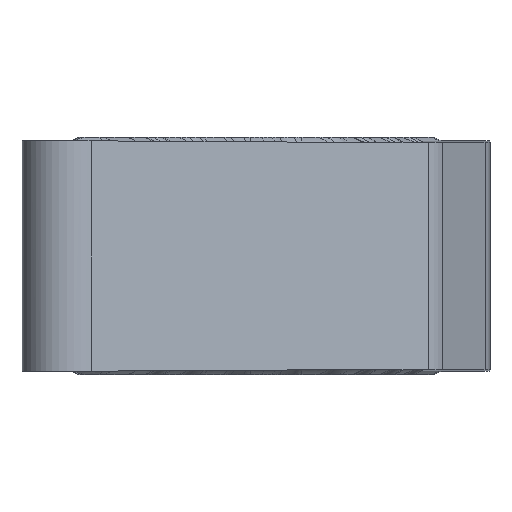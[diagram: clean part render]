
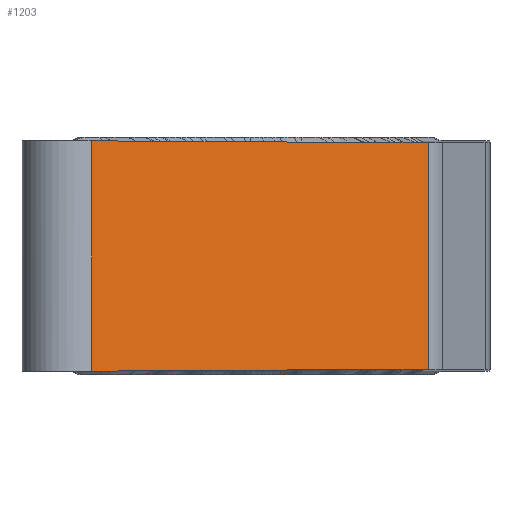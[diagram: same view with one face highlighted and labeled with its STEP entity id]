
A CAD part, left-side view. The second image highlights one B-rep face of the part: STEP entity #1203.
In plain terms, the highlighted planar face has unit normal (-0.819, -0.574, 0).
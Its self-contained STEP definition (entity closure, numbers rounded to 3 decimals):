
#666=PLANE('',#6698);
#680=FACE_OUTER_BOUND('',#1599,.T.);
#1042=LINE('',#10647,#1094);
#1052=LINE('',#10757,#1104);
#1094=VECTOR('',#7099,1.);
#1104=VECTOR('',#7127,1.);
#1203=ADVANCED_FACE('',(#680),#666,.F.);
#1599=EDGE_LOOP('',(#2226,#2227,#2228,#2229,#2230,#2231));
#2226=ORIENTED_EDGE('',*,*,#4865,.T.);
#2227=ORIENTED_EDGE('',*,*,#5017,.F.);
#2228=ORIENTED_EDGE('',*,*,#5042,.F.);
#2229=ORIENTED_EDGE('',*,*,#5043,.F.);
#2230=ORIENTED_EDGE('',*,*,#5039,.T.);
#2231=ORIENTED_EDGE('',*,*,#4866,.T.);
#4163=VERTEX_POINT('',#8983);
#4164=VERTEX_POINT('',#8988);
#4165=VERTEX_POINT('',#8993);
#4314=VERTEX_POINT('',#10648);
#4327=VERTEX_POINT('',#10758);
#4329=VERTEX_POINT('',#10787);
#4865=EDGE_CURVE('',#4164,#4163,#5934,.T.);
#4866=EDGE_CURVE('',#4165,#4164,#5935,.T.);
#5017=EDGE_CURVE('',#4314,#4163,#1042,.T.);
#5039=EDGE_CURVE('',#4327,#4165,#1052,.T.);
#5042=EDGE_CURVE('',#4329,#4314,#6096,.T.);
#5043=EDGE_CURVE('',#4327,#4329,#6097,.T.);
#5934=B_SPLINE_CURVE_WITH_KNOTS('',3,(#8984,#8985,#8986,#8987),
 .UNSPECIFIED.,.F.,.F.,(4,4),(0.,1.),.UNSPECIFIED.);
#5935=B_SPLINE_CURVE_WITH_KNOTS('',3,(#8989,#8990,#8991,#8992),
 .UNSPECIFIED.,.F.,.F.,(4,4),(0.,1.),.UNSPECIFIED.);
#6096=B_SPLINE_CURVE_WITH_KNOTS('',3,(#10783,#10784,#10785,#10786),
 .UNSPECIFIED.,.F.,.F.,(4,4),(0.,1.),.UNSPECIFIED.);
#6097=B_SPLINE_CURVE_WITH_KNOTS('',3,(#10788,#10789,#10790,#10791,#10792,
#10793,#10794,#10795,#10796,#10797,#10798,#10799,#10800,#10801),
 .UNSPECIFIED.,.F.,.F.,(4,1,1,1,1,1,1,1,1,1,1,4),(0.,0.,
0.002,0.004,0.029,0.054,
0.254,0.455,0.655,0.856,
0.956,1.),.UNSPECIFIED.);
#6698=AXIS2_PLACEMENT_3D('',#10802,#7130,#7131);
#7099=DIRECTION('',(0.,0.,-1.));
#7127=DIRECTION('',(0.,0.,-1.));
#7130=DIRECTION('',(0.819,0.574,0.));
#7131=DIRECTION('',(-0.574,0.819,0.));
#8983=CARTESIAN_POINT('',(-4.479,-4.675,-6.306));
#8984=CARTESIAN_POINT('',(-5.765,-2.838,-6.307));
#8985=CARTESIAN_POINT('',(-5.336,-3.45,-6.303));
#8986=CARTESIAN_POINT('',(-4.907,-4.062,-6.306));
#8987=CARTESIAN_POINT('',(-4.479,-4.675,-6.306));
#8988=CARTESIAN_POINT('',(-5.765,-2.838,-6.307));
#8989=CARTESIAN_POINT('',(-10.876,4.462,-6.35));
#8990=CARTESIAN_POINT('',(-9.172,2.029,-6.336));
#8991=CARTESIAN_POINT('',(-7.469,-0.405,-6.321));
#8992=CARTESIAN_POINT('',(-5.765,-2.838,-6.307));
#8993=CARTESIAN_POINT('',(-10.876,4.462,-6.35));
#10647=CARTESIAN_POINT('',(-4.479,-4.675,0.15));
#10648=CARTESIAN_POINT('',(-4.479,-4.675,-0.144));
#10757=CARTESIAN_POINT('',(-10.876,4.462,0.15));
#10758=CARTESIAN_POINT('',(-10.876,4.462,-0.1));
#10783=CARTESIAN_POINT('',(-5.765,-2.838,-0.143));
#10784=CARTESIAN_POINT('',(-5.336,-3.45,-0.147));
#10785=CARTESIAN_POINT('',(-4.907,-4.062,-0.144));
#10786=CARTESIAN_POINT('',(-4.479,-4.675,-0.144));
#10787=CARTESIAN_POINT('',(-5.765,-2.838,-0.143));
#10788=CARTESIAN_POINT('',(-10.876,4.462,-0.1));
#10789=CARTESIAN_POINT('',(-10.875,4.461,-0.1));
#10790=CARTESIAN_POINT('',(-10.872,4.456,-0.1));
#10791=CARTESIAN_POINT('',(-10.866,4.447,-0.1));
#10792=CARTESIAN_POINT('',(-10.818,4.378,-0.101));
#10793=CARTESIAN_POINT('',(-10.73,4.253,-0.101));
#10794=CARTESIAN_POINT('',(-10.303,3.643,-0.105));
#10795=CARTESIAN_POINT('',(-9.577,2.606,-0.111));
#10796=CARTESIAN_POINT('',(-8.551,1.142,-0.12));
#10797=CARTESIAN_POINT('',(-7.526,-0.322,-0.128));
#10798=CARTESIAN_POINT('',(-6.672,-1.542,-0.136));
#10799=CARTESIAN_POINT('',(-6.085,-2.381,-0.14));
#10800=CARTESIAN_POINT('',(-5.839,-2.731,-0.143));
#10801=CARTESIAN_POINT('',(-5.765,-2.838,-0.143));
#10802=CARTESIAN_POINT('',(-4.479,-4.675,0.15));
